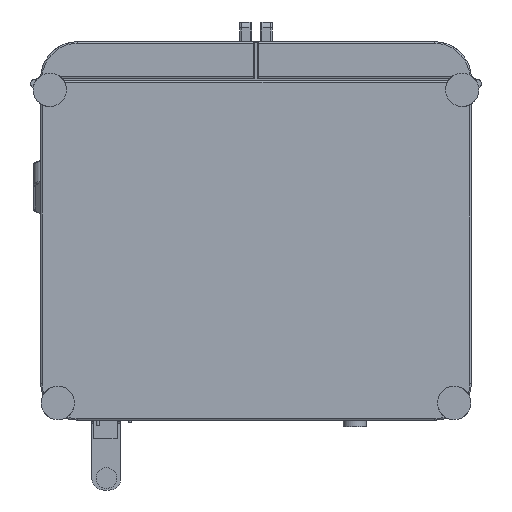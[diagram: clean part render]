
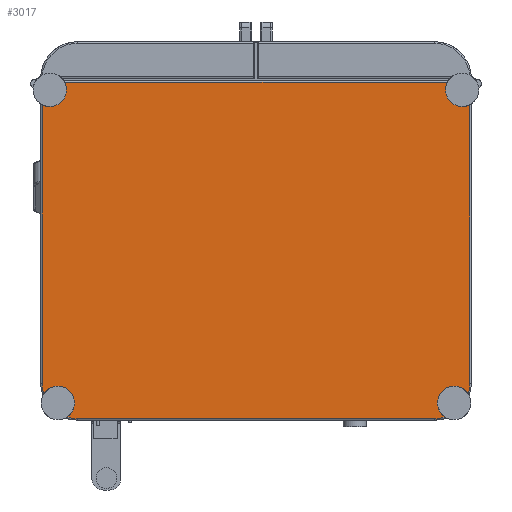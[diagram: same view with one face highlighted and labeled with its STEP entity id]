
A CAD part, front view. The second image highlights one B-rep face of the part: STEP entity #3017.
In plain terms, the highlighted planar face has unit normal (0, -1, 0).
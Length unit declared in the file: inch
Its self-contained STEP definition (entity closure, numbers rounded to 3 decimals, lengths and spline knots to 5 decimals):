
#1=CARTESIAN_POINT('',(-17.715,0.,28.3772));
#2=DIRECTION('',(0.,-1.,0.));
#3=DIRECTION('',(1.,0.,0.));
#4=AXIS2_PLACEMENT_3D('',#1,#2,#3);
#6=DIRECTION('',(-1.,0.,0.));
#7=VECTOR('',#6,32.87647);
#8=CARTESIAN_POINT('',(16.43724,0.,29.0342));
#9=LINE('',#8,#7);
#10=CARTESIAN_POINT('',(17.713,0.,28.3772));
#11=DIRECTION('',(0.,-1.,0.));
#12=DIRECTION('',(-0.889,0.,0.458));
#13=AXIS2_PLACEMENT_3D('',#10,#11,#12);
#15=CARTESIAN_POINT('',(17.713,0.,28.3772));
#16=DIRECTION('',(0.,-1.,0.));
#17=DIRECTION('',(-1.,0.,0.));
#18=AXIS2_PLACEMENT_3D('',#15,#16,#17);
#20=DIRECTION('',(0.,0.,1.));
#21=VECTOR('',#20,23.95144);
#22=CARTESIAN_POINT('',(18.37,0.,3.15));
#23=LINE('',#22,#21);
#24=CARTESIAN_POINT('',(15.35,0.,3.15));
#25=DIRECTION('',(0.,-1.,0.));
#26=DIRECTION('',(0.954,0.,-0.299));
#27=AXIS2_PLACEMENT_3D('',#24,#25,#26);
#29=CARTESIAN_POINT('',(17.02033,0.,1.47967));
#30=DIRECTION('',(0.,-1.,0.));
#31=DIRECTION('',(0.845,0.,0.536));
#32=AXIS2_PLACEMENT_3D('',#29,#30,#31);
#34=CARTESIAN_POINT('',(17.02033,0.,1.47967));
#35=DIRECTION('',(0.,-1.,0.));
#36=DIRECTION('',(-1.,0.,0.));
#37=AXIS2_PLACEMENT_3D('',#34,#35,#36);
#39=CARTESIAN_POINT('',(15.35,0.,3.15));
#40=DIRECTION('',(0.,-1.,0.));
#41=DIRECTION('',(0.,0.,-1.));
#42=AXIS2_PLACEMENT_3D('',#39,#40,#41);
#44=DIRECTION('',(1.,0.,0.));
#45=VECTOR('',#44,30.7);
#46=CARTESIAN_POINT('',(-15.35,0.,0.13));
#47=LINE('',#46,#45);
#48=CARTESIAN_POINT('',(-15.35,0.,3.15));
#49=DIRECTION('',(0.,-1.,0.));
#50=DIRECTION('',(-0.299,0.,-0.954));
#51=AXIS2_PLACEMENT_3D('',#48,#49,#50);
#53=CARTESIAN_POINT('',(-17.02033,0.,1.47967));
#54=DIRECTION('',(0.,-1.,0.));
#55=DIRECTION('',(0.536,0.,-0.845));
#56=AXIS2_PLACEMENT_3D('',#53,#54,#55);
#58=CARTESIAN_POINT('',(-17.02033,0.,1.47967));
#59=DIRECTION('',(0.,-1.,0.));
#60=DIRECTION('',(1.,0.,0.));
#61=AXIS2_PLACEMENT_3D('',#58,#59,#60);
#63=CARTESIAN_POINT('',(-15.35,0.,3.15));
#64=DIRECTION('',(0.,-1.,0.));
#65=DIRECTION('',(-1.,0.,0.));
#66=AXIS2_PLACEMENT_3D('',#63,#64,#65);
#68=DIRECTION('',(0.,0.,-1.));
#69=VECTOR('',#68,23.95041);
#70=CARTESIAN_POINT('',(-18.37,0.,27.10041));
#71=LINE('',#70,#69);
#72=CARTESIAN_POINT('',(-17.715,0.,28.3772));
#73=DIRECTION('',(0.,-1.,0.));
#74=DIRECTION('',(-0.456,0.,-0.89));
#75=AXIS2_PLACEMENT_3D('',#72,#73,#74);
#2742=CARTESIAN_POINT('',(-15.35,0.,0.13));
#2743=CARTESIAN_POINT('',(15.35,0.,0.13));
#2744=VERTEX_POINT('',#2742);
#2745=VERTEX_POINT('',#2743);
#2906=CARTESIAN_POINT('',(18.37,0.,3.15));
#2907=VERTEX_POINT('',#2906);
#2908=CARTESIAN_POINT('',(-18.37,0.,3.15));
#2909=VERTEX_POINT('',#2908);
#2950=CARTESIAN_POINT('',(-16.28,0.,28.3772));
#2951=CARTESIAN_POINT('',(-16.43924,0.,29.0342));
#2952=VERTEX_POINT('',#2950);
#2953=VERTEX_POINT('',#2951);
#2954=CARTESIAN_POINT('',(-18.37,0.,27.10041));
#2955=VERTEX_POINT('',#2954);
#2956=CARTESIAN_POINT('',(16.43724,0.,29.0342));
#2957=CARTESIAN_POINT('',(16.278,0.,28.3772));
#2958=VERTEX_POINT('',#2956);
#2959=VERTEX_POINT('',#2957);
#2960=CARTESIAN_POINT('',(18.37,0.,27.10144));
#2961=VERTEX_POINT('',#2960);
#2962=CARTESIAN_POINT('',(18.2322,0.,2.24817));
#2963=CARTESIAN_POINT('',(15.58533,0.,1.47967));
#2964=VERTEX_POINT('',#2962);
#2965=VERTEX_POINT('',#2963);
#2966=CARTESIAN_POINT('',(16.25183,0.,0.2678));
#2967=VERTEX_POINT('',#2966);
#2968=CARTESIAN_POINT('',(-15.58533,0.,1.47967));
#2969=CARTESIAN_POINT('',(-18.2322,0.,2.24817));
#2970=VERTEX_POINT('',#2968);
#2971=VERTEX_POINT('',#2969);
#2972=CARTESIAN_POINT('',(-16.25183,0.,0.2678));
#2973=VERTEX_POINT('',#2972);
#2978=CARTESIAN_POINT('',(0.,0.,0.));
#2979=DIRECTION('',(0.,1.,0.));
#2980=DIRECTION('',(1.,0.,0.));
#2981=AXIS2_PLACEMENT_3D('',#2978,#2979,#2980);
#2982=PLANE('',#2981);
#2984=ORIENTED_EDGE('',*,*,#2983,.T.);
#2986=ORIENTED_EDGE('',*,*,#2985,.F.);
#2988=ORIENTED_EDGE('',*,*,#2987,.T.);
#2990=ORIENTED_EDGE('',*,*,#2989,.T.);
#2992=ORIENTED_EDGE('',*,*,#2991,.F.);
#2994=ORIENTED_EDGE('',*,*,#2993,.F.);
#2996=ORIENTED_EDGE('',*,*,#2995,.T.);
#2998=ORIENTED_EDGE('',*,*,#2997,.T.);
#3000=ORIENTED_EDGE('',*,*,#2999,.F.);
#3002=ORIENTED_EDGE('',*,*,#3001,.F.);
#3004=ORIENTED_EDGE('',*,*,#3003,.F.);
#3006=ORIENTED_EDGE('',*,*,#3005,.T.);
#3008=ORIENTED_EDGE('',*,*,#3007,.T.);
#3010=ORIENTED_EDGE('',*,*,#3009,.F.);
#3012=ORIENTED_EDGE('',*,*,#3011,.F.);
#3014=ORIENTED_EDGE('',*,*,#3013,.T.);
#3015=EDGE_LOOP('',(#2984,#2986,#2988,#2990,#2992,#2994,#2996,#2998,#3000,#3002,
#3004,#3006,#3008,#3010,#3012,#3014));
#3016=FACE_OUTER_BOUND('',#3015,.F.);
#3017=ADVANCED_FACE('',(#3016),#2982,.F.);
#5=CIRCLE('',#4,1.435);
#14=CIRCLE('',#13,1.435);
#19=CIRCLE('',#18,1.435);
#28=CIRCLE('',#27,3.02);
#33=CIRCLE('',#32,1.435);
#38=CIRCLE('',#37,1.435);
#43=CIRCLE('',#42,3.02);
#52=CIRCLE('',#51,3.02);
#57=CIRCLE('',#56,1.435);
#62=CIRCLE('',#61,1.435);
#67=CIRCLE('',#66,3.02);
#76=CIRCLE('',#75,1.435);
#2983=EDGE_CURVE('',#2952,#2953,#5,.T.);
#2985=EDGE_CURVE('',#2958,#2953,#9,.T.);
#2987=EDGE_CURVE('',#2958,#2959,#14,.T.);
#2989=EDGE_CURVE('',#2959,#2961,#19,.T.);
#2991=EDGE_CURVE('',#2907,#2961,#23,.T.);
#2993=EDGE_CURVE('',#2964,#2907,#28,.T.);
#2995=EDGE_CURVE('',#2964,#2965,#33,.T.);
#2997=EDGE_CURVE('',#2965,#2967,#38,.T.);
#2999=EDGE_CURVE('',#2745,#2967,#43,.T.);
#3001=EDGE_CURVE('',#2744,#2745,#47,.T.);
#3003=EDGE_CURVE('',#2973,#2744,#52,.T.);
#3005=EDGE_CURVE('',#2973,#2970,#57,.T.);
#3007=EDGE_CURVE('',#2970,#2971,#62,.T.);
#3009=EDGE_CURVE('',#2909,#2971,#67,.T.);
#3011=EDGE_CURVE('',#2955,#2909,#71,.T.);
#3013=EDGE_CURVE('',#2955,#2952,#76,.T.);
